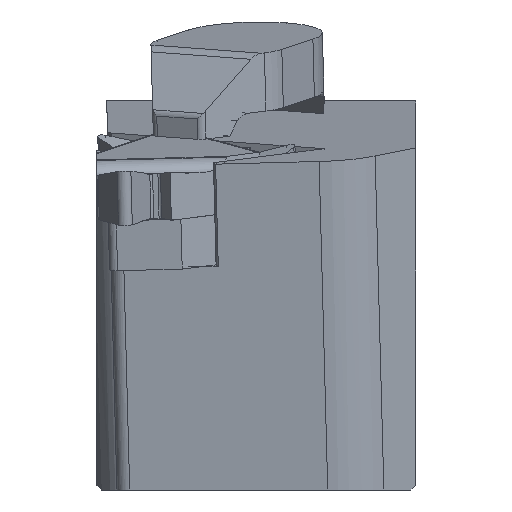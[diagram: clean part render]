
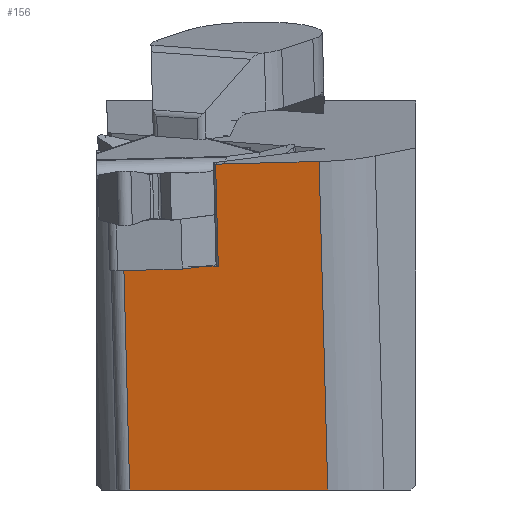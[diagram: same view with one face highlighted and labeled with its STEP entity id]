
A CAD part, left-side view. The second image highlights one B-rep face of the part: STEP entity #156.
In plain terms, the highlighted planar face has unit normal (-0.985, -0.004, -0.174).
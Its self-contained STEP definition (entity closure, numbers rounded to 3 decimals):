
#156=ADVANCED_FACE('',(#329),#249,.F.);
#249=PLANE('',#2040);
#329=FACE_OUTER_BOUND('',#434,.T.);
#434=EDGE_LOOP('',(#727,#728,#729,#730,#731,#732,#733));
#727=ORIENTED_EDGE('',*,*,#1399,.F.);
#728=ORIENTED_EDGE('',*,*,#1348,.T.);
#729=ORIENTED_EDGE('',*,*,#1400,.T.);
#730=ORIENTED_EDGE('',*,*,#1401,.F.);
#731=ORIENTED_EDGE('',*,*,#1402,.F.);
#732=ORIENTED_EDGE('',*,*,#1403,.T.);
#733=ORIENTED_EDGE('',*,*,#1365,.F.);
#1147=VERTEX_POINT('',#2852);
#1148=VERTEX_POINT('',#2853);
#1162=VERTEX_POINT('',#2887);
#1163=VERTEX_POINT('',#2889);
#1189=VERTEX_POINT('',#2974);
#1190=VERTEX_POINT('',#2976);
#1191=VERTEX_POINT('',#2978);
#1348=EDGE_CURVE('',#1147,#1148,#1604,.T.);
#1365=EDGE_CURVE('',#1162,#1163,#1617,.T.);
#1399=EDGE_CURVE('',#1147,#1162,#1641,.T.);
#1400=EDGE_CURVE('',#1148,#1189,#1642,.T.);
#1401=EDGE_CURVE('',#1190,#1189,#1643,.T.);
#1402=EDGE_CURVE('',#1191,#1190,#1644,.T.);
#1403=EDGE_CURVE('',#1191,#1163,#1645,.T.);
#1604=LINE('',#2851,#1807);
#1617=LINE('',#2888,#1820);
#1641=LINE('',#2972,#1844);
#1642=LINE('',#2973,#1845);
#1643=LINE('',#2975,#1846);
#1644=LINE('',#2977,#1847);
#1645=LINE('',#2979,#1848);
#1807=VECTOR('',#2276,1.);
#1820=VECTOR('',#2305,1.);
#1844=VECTOR('',#2357,1.);
#1845=VECTOR('',#2358,1.);
#1846=VECTOR('',#2359,1.);
#1847=VECTOR('',#2360,1.);
#1848=VECTOR('',#2361,1.);
#2040=AXIS2_PLACEMENT_3D('',#2980,#2362,#2363);
#2276=DIRECTION('',(0.,1.,-0.026));
#2305=DIRECTION('',(0.,-1.,0.026));
#2357=DIRECTION('',(-0.174,0.026,0.984));
#2358=DIRECTION('',(0.,1.,-0.026));
#2359=DIRECTION('',(-0.174,0.026,0.984));
#2360=DIRECTION('',(-0.005,1.,0.));
#2361=DIRECTION('',(-0.174,0.026,0.984));
#2362=DIRECTION('',(0.985,0.005,0.174));
#2363=DIRECTION('',(0.174,0.,-0.985));
#2851=CARTESIAN_POINT('',(3.616,18.308,-6.117));
#2852=CARTESIAN_POINT('',(3.616,12.386,-5.962));
#2853=CARTESIAN_POINT('',(3.616,13.441,-5.99));
#2887=CARTESIAN_POINT('',(2.487,12.554,0.437));
#2888=CARTESIAN_POINT('',(2.487,18.476,0.282));
#2889=CARTESIAN_POINT('',(2.487,6.062,0.607));
#2972=CARTESIAN_POINT('',(-3.33,13.417,33.417));
#2973=CARTESIAN_POINT('',(3.616,18.308,-6.117));
#2974=CARTESIAN_POINT('',(3.616,18.308,-6.117));
#2975=CARTESIAN_POINT('',(9.381,17.453,-38.802));
#2976=CARTESIAN_POINT('',(6.064,17.945,-20.));
#2977=CARTESIAN_POINT('',(6.067,17.437,-20.));
#2978=CARTESIAN_POINT('',(6.122,5.523,-20.));
#2979=CARTESIAN_POINT('',(9.381,5.039,-38.477));
#2980=CARTESIAN_POINT('',(9.381,17.453,-38.802));
